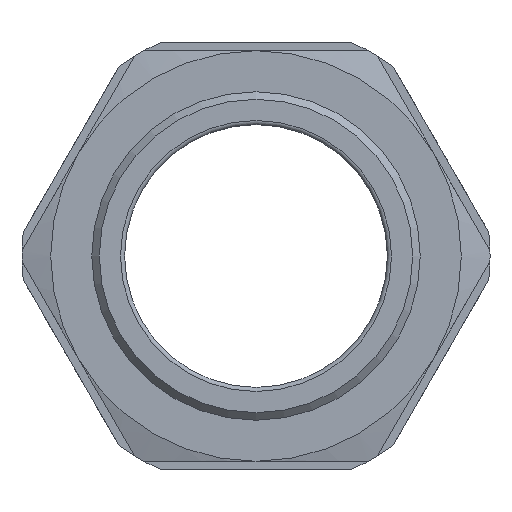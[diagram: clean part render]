
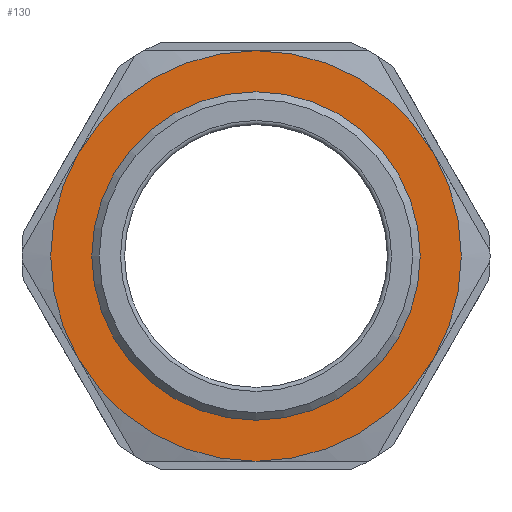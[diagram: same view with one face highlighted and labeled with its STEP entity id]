
A CAD part, left-side view. The second image highlights one B-rep face of the part: STEP entity #130.
In plain terms, the highlighted planar face has unit normal (-1, 0, 0).
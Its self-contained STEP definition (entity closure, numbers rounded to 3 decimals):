
#130 = ADVANCED_FACE( '', ( #323, #324 ), #325, .F. );
#323 = FACE_OUTER_BOUND( '', #590, .T. );
#324 = FACE_BOUND( '', #591, .T. );
#325 = PLANE( '', #592 );
#590 = EDGE_LOOP( '', ( #910, #911, #912, #913, #914, #915 ) );
#591 = EDGE_LOOP( '', ( #916 ) );
#592 = AXIS2_PLACEMENT_3D( '', #917, #918, #919 );
#910 = ORIENTED_EDGE( '', *, *, #1534, .F. );
#911 = ORIENTED_EDGE( '', *, *, #1535, .F. );
#912 = ORIENTED_EDGE( '', *, *, #1536, .F. );
#913 = ORIENTED_EDGE( '', *, *, #1537, .F. );
#914 = ORIENTED_EDGE( '', *, *, #1538, .F. );
#915 = ORIENTED_EDGE( '', *, *, #1539, .F. );
#916 = ORIENTED_EDGE( '', *, *, #1540, .T. );
#917 = CARTESIAN_POINT( '', ( 13., 0., 0. ) );
#918 = DIRECTION( '', ( 1., 0., 0. ) );
#919 = DIRECTION( '', ( 0., 0., -1. ) );
#1534 = EDGE_CURVE( '', #1830, #1831, #1832, .T. );
#1535 = EDGE_CURVE( '', #1833, #1830, #1834, .T. );
#1536 = EDGE_CURVE( '', #1835, #1833, #1836, .T. );
#1537 = EDGE_CURVE( '', #1837, #1835, #1838, .T. );
#1538 = EDGE_CURVE( '', #1839, #1837, #1840, .T. );
#1539 = EDGE_CURVE( '', #1831, #1839, #1841, .T. );
#1540 = EDGE_CURVE( '', #1842, #1842, #1843, .T. );
#1830 = VERTEX_POINT( '', #2259 );
#1831 = VERTEX_POINT( '', #2260 );
#1832 = CIRCLE( '', #2261, 25. );
#1833 = VERTEX_POINT( '', #2262 );
#1834 = CIRCLE( '', #2263, 25. );
#1835 = VERTEX_POINT( '', #2264 );
#1836 = CIRCLE( '', #2265, 25. );
#1837 = VERTEX_POINT( '', #2266 );
#1838 = CIRCLE( '', #2267, 25. );
#1839 = VERTEX_POINT( '', #2268 );
#1840 = CIRCLE( '', #2269, 25. );
#1841 = CIRCLE( '', #2270, 25. );
#1842 = VERTEX_POINT( '', #2271 );
#1843 = CIRCLE( '', #2272, 20. );
#2259 = CARTESIAN_POINT( '', ( 13., 21.651, -12.5 ) );
#2260 = CARTESIAN_POINT( '', ( 13., 21.651, 12.5 ) );
#2261 = AXIS2_PLACEMENT_3D( '', #2861, #2862, #2863 );
#2262 = CARTESIAN_POINT( '', ( 13., 0., -25. ) );
#2263 = AXIS2_PLACEMENT_3D( '', #2864, #2865, #2866 );
#2264 = CARTESIAN_POINT( '', ( 13., -21.651, -12.5 ) );
#2265 = AXIS2_PLACEMENT_3D( '', #2867, #2868, #2869 );
#2266 = CARTESIAN_POINT( '', ( 13., -21.651, 12.5 ) );
#2267 = AXIS2_PLACEMENT_3D( '', #2870, #2871, #2872 );
#2268 = CARTESIAN_POINT( '', ( 13., 0., 25. ) );
#2269 = AXIS2_PLACEMENT_3D( '', #2873, #2874, #2875 );
#2270 = AXIS2_PLACEMENT_3D( '', #2876, #2877, #2878 );
#2271 = CARTESIAN_POINT( '', ( 13., 0., -20. ) );
#2272 = AXIS2_PLACEMENT_3D( '', #2879, #2880, #2881 );
#2861 = CARTESIAN_POINT( '', ( 13., 0., 0. ) );
#2862 = DIRECTION( '', ( 1., 0., 0. ) );
#2863 = DIRECTION( '', ( 0., 0., -1. ) );
#2864 = CARTESIAN_POINT( '', ( 13., 0., 0. ) );
#2865 = DIRECTION( '', ( 1., 0., 0. ) );
#2866 = DIRECTION( '', ( 0., 0., -1. ) );
#2867 = CARTESIAN_POINT( '', ( 13., 0., 0. ) );
#2868 = DIRECTION( '', ( 1., 0., 0. ) );
#2869 = DIRECTION( '', ( 0., 0., -1. ) );
#2870 = CARTESIAN_POINT( '', ( 13., 0., 0. ) );
#2871 = DIRECTION( '', ( 1., 0., 0. ) );
#2872 = DIRECTION( '', ( 0., 0., -1. ) );
#2873 = CARTESIAN_POINT( '', ( 13., 0., 0. ) );
#2874 = DIRECTION( '', ( 1., 0., 0. ) );
#2875 = DIRECTION( '', ( 0., 0., -1. ) );
#2876 = CARTESIAN_POINT( '', ( 13., 0., 0. ) );
#2877 = DIRECTION( '', ( 1., 0., 0. ) );
#2878 = DIRECTION( '', ( 0., 0., -1. ) );
#2879 = CARTESIAN_POINT( '', ( 13., 0., 0. ) );
#2880 = DIRECTION( '', ( 1., 0., 0. ) );
#2881 = DIRECTION( '', ( 0., 0., -1. ) );
